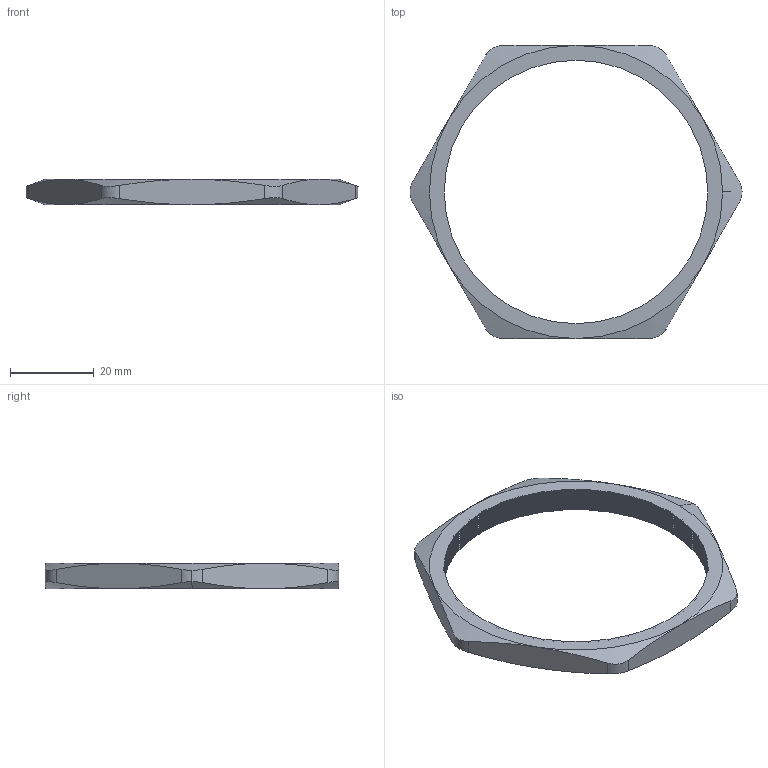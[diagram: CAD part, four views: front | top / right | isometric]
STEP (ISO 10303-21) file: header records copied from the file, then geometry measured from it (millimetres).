
FILE_DESCRIPTION (( 'STEP AP203' ), '1' );
FILE_NAME ('NM-63-BR.STEP', '2008-04-02T05:39:34', ( 'Baystate-05' ), ( 'BayState InfoTech' ), 'SwSTEP 2.0', 'SolidWorks 2007', '' );
FILE_SCHEMA (( 'CONFIG_CONTROL_DESIGN' ));
Length unit declared in the file: inch
Products named in the file (1): NM-63-BR
Bounding box: 79.38 x 70.1 x 6.1 mm (x, y, z)
Volume: 6103.5 mm3; surface area: 5826.7 mm2
Topology: 1 solids, 1 shells, 147 faces, 306 edges, 161 vertices
Faces by surface type: cone 132, plane 8, cylinder 7
Entity records: 4066 total; most frequent: CARTESIAN_POINT 894, DIRECTION 697, ORIENTED_EDGE 612, EDGE_CURVE 306, AXIS2_PLACEMENT_3D 282, VERTEX_POINT 161, EDGE_LOOP 149, ADVANCED_FACE 147
